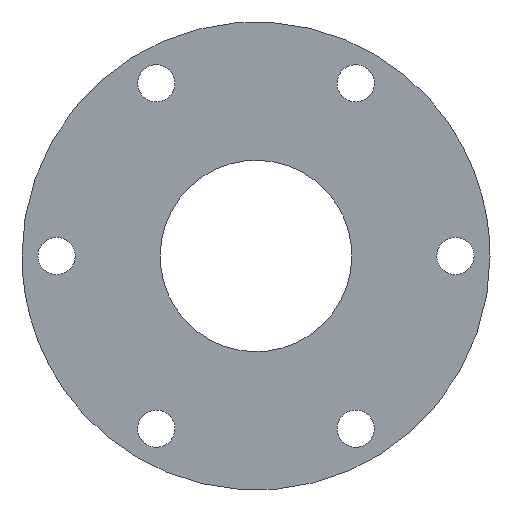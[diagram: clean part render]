
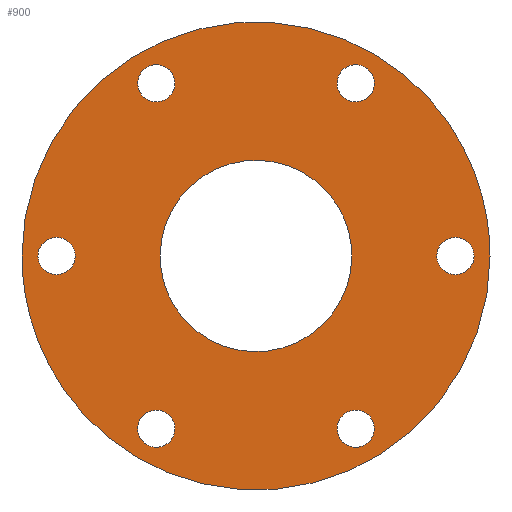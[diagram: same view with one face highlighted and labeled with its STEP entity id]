
A CAD part, left-side view. The second image highlights one B-rep face of the part: STEP entity #900.
In plain terms, the highlighted planar face has unit normal (-1, 0, 0).
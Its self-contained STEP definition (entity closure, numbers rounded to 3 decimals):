
#21=CARTESIAN_POINT('#21',(0.0,-17.,-29.445));
#22=VERTEX_POINT('',#21);
#23=CARTESIAN_POINT('#23',(0.0,-20.5,-35.507));
#24=VERTEX_POINT('',#23);
#29=CARTESIAN_POINT('#29',(0.0,41.,0.0));
#30=VERTEX_POINT('',#29);
#31=CARTESIAN_POINT('#31',(0.0,34.,0.0));
#32=VERTEX_POINT('',#31);
#37=CARTESIAN_POINT('#37',(0.0,20.5,-35.507));
#38=VERTEX_POINT('',#37);
#39=CARTESIAN_POINT('#39',(0.0,17.,-29.445));
#40=VERTEX_POINT('',#39);
#57=CARTESIAN_POINT('#57',(0.0,-34.,0.0));
#58=VERTEX_POINT('',#57);
#59=CARTESIAN_POINT('#59',(0.0,-41.,0.0));
#60=VERTEX_POINT('',#59);
#77=CARTESIAN_POINT('#77',(0.0,20.5,35.507));
#78=VERTEX_POINT('',#77);
#79=CARTESIAN_POINT('#79',(0.0,17.,29.445));
#80=VERTEX_POINT('',#79);
#87=CARTESIAN_POINT('#87',(0.0,-44.,0.0));
#88=VERTEX_POINT('',#87);
#89=CARTESIAN_POINT('#89',(0.0,44.,0.0));
#90=VERTEX_POINT('',#89);
#93=CARTESIAN_POINT('#93',(0.0,-18.,0.0));
#94=VERTEX_POINT('',#93);
#99=CARTESIAN_POINT('#99',(0.0,18.,0.0));
#100=VERTEX_POINT('',#99);
#109=CARTESIAN_POINT('#109',(0.0,-17.,29.445));
#110=VERTEX_POINT('',#109);
#111=CARTESIAN_POINT('#111',(0.0,-20.5,35.507));
#112=VERTEX_POINT('',#111);
#113=CARTESIAN_POINT('#113',(0.0,-17.,-29.445));
#114=CARTESIAN_POINT('#114',(0.0,-18.776,-28.42));
#115=CARTESIAN_POINT('#115',(0.0,-20.756,-28.95));
#116=CARTESIAN_POINT('#116',(0.0,-21.781,-30.726));
#117=CARTESIAN_POINT('#117',(0.0,-22.806,-32.502));
#118=CARTESIAN_POINT('#118',(0.0,-22.276,-34.482));
#119=CARTESIAN_POINT('#119',(0.0,-20.5,-35.507));
#120=(BOUNDED_CURVE()B_SPLINE_CURVE(3,(#113,#114,#115,#116,#117,#118,
#119),.UNSPECIFIED.,.F.,.F.)B_SPLINE_CURVE_WITH_KNOTS((4,3,4),(0.0,0.5,
1.0),.UNSPECIFIED.)CURVE()GEOMETRIC_REPRESENTATION_ITEM()
RATIONAL_B_SPLINE_CURVE((1.0,0.805,0.805,1.0,
0.805,0.805,1.0))REPRESENTATION_ITEM(''));
#135=CARTESIAN_POINT('#135',(0.0,41.,0.0));
#136=CARTESIAN_POINT('#136',(0.0,41.,7.0));
#137=CARTESIAN_POINT('#137',(0.0,34.,7.0));
#138=CARTESIAN_POINT('#138',(0.0,34.,0.0));
#139=(BOUNDED_CURVE()B_SPLINE_CURVE(3,(#135,#136,#137,#138),
.UNSPECIFIED.,.F.,.F.)B_SPLINE_CURVE_WITH_KNOTS((4,4),(0.0,1.0),
.UNSPECIFIED.)CURVE()GEOMETRIC_REPRESENTATION_ITEM()
RATIONAL_B_SPLINE_CURVE((1.0,0.333,0.333,1.0))
REPRESENTATION_ITEM(''));
#151=CARTESIAN_POINT('#151',(0.0,20.5,-35.507));
#152=CARTESIAN_POINT('#152',(0.0,22.276,-34.482));
#153=CARTESIAN_POINT('#153',(0.0,22.806,-32.502));
#154=CARTESIAN_POINT('#154',(0.0,21.781,-30.726));
#155=CARTESIAN_POINT('#155',(0.0,20.756,-28.95));
#156=CARTESIAN_POINT('#156',(0.0,18.776,-28.42));
#157=CARTESIAN_POINT('#157',(0.0,17.,-29.445));
#158=(BOUNDED_CURVE()B_SPLINE_CURVE(3,(#151,#152,#153,#154,#155,#156,
#157),.UNSPECIFIED.,.F.,.F.)B_SPLINE_CURVE_WITH_KNOTS((4,3,4),(0.0,0.5,
1.0),.UNSPECIFIED.)CURVE()GEOMETRIC_REPRESENTATION_ITEM()
RATIONAL_B_SPLINE_CURVE((1.0,0.805,0.805,1.0,
0.805,0.805,1.0))REPRESENTATION_ITEM(''));
#178=CARTESIAN_POINT('#178',(0.0,34.,0.0));
#179=CARTESIAN_POINT('#179',(0.0,34.,-7.));
#180=CARTESIAN_POINT('#180',(0.0,41.,-7.));
#181=CARTESIAN_POINT('#181',(0.0,41.,0.0));
#182=(BOUNDED_CURVE()B_SPLINE_CURVE(3,(#178,#179,#180,#181),
.UNSPECIFIED.,.F.,.F.)B_SPLINE_CURVE_WITH_KNOTS((4,4),(0.0,1.0),
.UNSPECIFIED.)CURVE()GEOMETRIC_REPRESENTATION_ITEM()
RATIONAL_B_SPLINE_CURVE((1.0,0.333,0.333,1.0))
REPRESENTATION_ITEM(''));
#207=CARTESIAN_POINT('#207',(0.0,-41.,0.0));
#208=CARTESIAN_POINT('#208',(0.0,-41.,-7.));
#209=CARTESIAN_POINT('#209',(0.0,-34.,-7.));
#210=CARTESIAN_POINT('#210',(0.0,-34.,0.0));
#211=(BOUNDED_CURVE()B_SPLINE_CURVE(3,(#207,#208,#209,#210),
.UNSPECIFIED.,.F.,.F.)B_SPLINE_CURVE_WITH_KNOTS((4,4),(0.0,1.0),
.UNSPECIFIED.)CURVE()GEOMETRIC_REPRESENTATION_ITEM()
RATIONAL_B_SPLINE_CURVE((1.0,0.333,0.333,1.0))
REPRESENTATION_ITEM(''));
#247=CARTESIAN_POINT('#247',(0.0,-20.5,-35.507));
#248=CARTESIAN_POINT('#248',(0.0,-14.438,-39.007));
#249=CARTESIAN_POINT('#249',(0.0,-10.938,-32.945));
#250=CARTESIAN_POINT('#250',(0.0,-17.,-29.445));
#251=(BOUNDED_CURVE()B_SPLINE_CURVE(3,(#247,#248,#249,#250),
.UNSPECIFIED.,.F.,.F.)B_SPLINE_CURVE_WITH_KNOTS((4,4),(0.0,1.0),
.UNSPECIFIED.)CURVE()GEOMETRIC_REPRESENTATION_ITEM()
RATIONAL_B_SPLINE_CURVE((1.0,0.333,0.333,1.0))
REPRESENTATION_ITEM(''));
#257=CARTESIAN_POINT('#257',(0.0,20.5,35.507));
#258=CARTESIAN_POINT('#258',(0.0,14.438,39.007));
#259=CARTESIAN_POINT('#259',(0.0,10.938,32.945));
#260=CARTESIAN_POINT('#260',(0.0,17.,29.445));
#261=(BOUNDED_CURVE()B_SPLINE_CURVE(3,(#257,#258,#259,#260),
.UNSPECIFIED.,.F.,.F.)B_SPLINE_CURVE_WITH_KNOTS((4,4),(0.0,1.0),
.UNSPECIFIED.)CURVE()GEOMETRIC_REPRESENTATION_ITEM()
RATIONAL_B_SPLINE_CURVE((1.0,0.333,0.333,1.0))
REPRESENTATION_ITEM(''));
#286=CARTESIAN_POINT('#286',(0.0,-44.,0.0));
#287=CARTESIAN_POINT('#287',(0.0,-44.,-88.));
#288=CARTESIAN_POINT('#288',(0.0,44.,-88.));
#289=CARTESIAN_POINT('#289',(0.0,44.,0.0));
#290=(BOUNDED_CURVE()B_SPLINE_CURVE(3,(#286,#287,#288,#289),
.UNSPECIFIED.,.F.,.F.)B_SPLINE_CURVE_WITH_KNOTS((4,4),(0.0,1.0),
.UNSPECIFIED.)CURVE()GEOMETRIC_REPRESENTATION_ITEM()
RATIONAL_B_SPLINE_CURVE((1.0,0.333,0.333,1.0))
REPRESENTATION_ITEM(''));
#304=CARTESIAN_POINT('#304',(0.0,-34.,0.0));
#305=CARTESIAN_POINT('#305',(0.0,-34.,7.0));
#306=CARTESIAN_POINT('#306',(0.0,-41.,7.0));
#307=CARTESIAN_POINT('#307',(0.0,-41.,0.0));
#308=(BOUNDED_CURVE()B_SPLINE_CURVE(3,(#304,#305,#306,#307),
.UNSPECIFIED.,.F.,.F.)B_SPLINE_CURVE_WITH_KNOTS((4,4),(0.0,1.0),
.UNSPECIFIED.)CURVE()GEOMETRIC_REPRESENTATION_ITEM()
RATIONAL_B_SPLINE_CURVE((1.0,0.333,0.333,1.0))
REPRESENTATION_ITEM(''));
#320=CARTESIAN_POINT('#320',(0.0,-18.,0.0));
#321=CARTESIAN_POINT('#321',(0.0,-18.,-36.));
#322=CARTESIAN_POINT('#322',(0.0,18.,-36.));
#323=CARTESIAN_POINT('#323',(0.0,18.,0.0));
#324=(BOUNDED_CURVE()B_SPLINE_CURVE(3,(#320,#321,#322,#323),
.UNSPECIFIED.,.F.,.F.)B_SPLINE_CURVE_WITH_KNOTS((4,4),(0.0,1.0),
.UNSPECIFIED.)CURVE()GEOMETRIC_REPRESENTATION_ITEM()
RATIONAL_B_SPLINE_CURVE((1.0,0.333,0.333,1.0))
REPRESENTATION_ITEM(''));
#335=CARTESIAN_POINT('#335',(0.0,17.,29.445));
#336=CARTESIAN_POINT('#336',(0.0,18.776,28.42));
#337=CARTESIAN_POINT('#337',(0.0,20.756,28.95));
#338=CARTESIAN_POINT('#338',(0.0,21.781,30.726));
#339=CARTESIAN_POINT('#339',(0.0,22.806,32.502));
#340=CARTESIAN_POINT('#340',(0.0,22.276,34.482));
#341=CARTESIAN_POINT('#341',(0.0,20.5,35.507));
#342=(BOUNDED_CURVE()B_SPLINE_CURVE(3,(#335,#336,#337,#338,#339,#340,
#341),.UNSPECIFIED.,.F.,.F.)B_SPLINE_CURVE_WITH_KNOTS((4,3,4),(0.0,0.5,
1.0),.UNSPECIFIED.)CURVE()GEOMETRIC_REPRESENTATION_ITEM()
RATIONAL_B_SPLINE_CURVE((1.0,0.805,0.805,1.0,
0.805,0.805,1.0))REPRESENTATION_ITEM(''));
#367=CARTESIAN_POINT('#367',(0.0,18.,0.0));
#368=CARTESIAN_POINT('#368',(0.0,18.,36.));
#369=CARTESIAN_POINT('#369',(0.0,-18.,36.));
#370=CARTESIAN_POINT('#370',(0.0,-18.,0.0));
#371=(BOUNDED_CURVE()B_SPLINE_CURVE(3,(#367,#368,#369,#370),
.UNSPECIFIED.,.F.,.F.)B_SPLINE_CURVE_WITH_KNOTS((4,4),(0.0,1.0),
.UNSPECIFIED.)CURVE()GEOMETRIC_REPRESENTATION_ITEM()
RATIONAL_B_SPLINE_CURVE((1.0,0.333,0.333,1.0))
REPRESENTATION_ITEM(''));
#372=CARTESIAN_POINT('#372',(0.0,44.,0.0));
#373=CARTESIAN_POINT('#373',(0.0,44.,88.));
#374=CARTESIAN_POINT('#374',(0.0,-44.,88.));
#375=CARTESIAN_POINT('#375',(0.0,-44.,0.0));
#376=(BOUNDED_CURVE()B_SPLINE_CURVE(3,(#372,#373,#374,#375),
.UNSPECIFIED.,.F.,.F.)B_SPLINE_CURVE_WITH_KNOTS((4,4),(0.0,1.0),
.UNSPECIFIED.)CURVE()GEOMETRIC_REPRESENTATION_ITEM()
RATIONAL_B_SPLINE_CURVE((1.0,0.333,0.333,1.0))
REPRESENTATION_ITEM(''));
#397=CARTESIAN_POINT('#397',(0.0,17.,-29.445));
#398=CARTESIAN_POINT('#398',(0.0,10.938,-32.945));
#399=CARTESIAN_POINT('#399',(0.0,14.438,-39.007));
#400=CARTESIAN_POINT('#400',(0.0,20.5,-35.507));
#401=(BOUNDED_CURVE()B_SPLINE_CURVE(3,(#397,#398,#399,#400),
.UNSPECIFIED.,.F.,.F.)B_SPLINE_CURVE_WITH_KNOTS((4,4),(0.0,1.0),
.UNSPECIFIED.)CURVE()GEOMETRIC_REPRESENTATION_ITEM()
RATIONAL_B_SPLINE_CURVE((1.0,0.333,0.333,1.0))
REPRESENTATION_ITEM(''));
#418=CARTESIAN_POINT('#418',(0.0,-20.5,35.507));
#419=CARTESIAN_POINT('#419',(0.0,-22.276,34.482));
#420=CARTESIAN_POINT('#420',(0.0,-22.806,32.502));
#421=CARTESIAN_POINT('#421',(0.0,-21.781,30.726));
#422=CARTESIAN_POINT('#422',(0.0,-20.756,28.95));
#423=CARTESIAN_POINT('#423',(0.0,-18.776,28.42));
#424=CARTESIAN_POINT('#424',(0.0,-17.,29.445));
#425=(BOUNDED_CURVE()B_SPLINE_CURVE(3,(#418,#419,#420,#421,#422,#423,
#424),.UNSPECIFIED.,.F.,.F.)B_SPLINE_CURVE_WITH_KNOTS((4,3,4),(0.0,0.5,
1.0),.UNSPECIFIED.)CURVE()GEOMETRIC_REPRESENTATION_ITEM()
RATIONAL_B_SPLINE_CURVE((1.0,0.805,0.805,1.0,
0.805,0.805,1.0))REPRESENTATION_ITEM(''));
#434=CARTESIAN_POINT('#434',(0.0,-17.,29.445));
#435=CARTESIAN_POINT('#435',(0.0,-10.938,32.945));
#436=CARTESIAN_POINT('#436',(0.0,-14.438,39.007));
#437=CARTESIAN_POINT('#437',(0.0,-20.5,35.507));
#438=(BOUNDED_CURVE()B_SPLINE_CURVE(3,(#434,#435,#436,#437),
.UNSPECIFIED.,.F.,.F.)B_SPLINE_CURVE_WITH_KNOTS((4,4),(0.0,1.0),
.UNSPECIFIED.)CURVE()GEOMETRIC_REPRESENTATION_ITEM()
RATIONAL_B_SPLINE_CURVE((1.0,0.333,0.333,1.0))
REPRESENTATION_ITEM(''));
#439=EDGE_CURVE('',#22,#24,#120,.T.);
#443=EDGE_CURVE('',#30,#32,#139,.T.);
#447=EDGE_CURVE('',#38,#40,#158,.T.);
#452=EDGE_CURVE('',#32,#30,#182,.T.);
#459=EDGE_CURVE('',#60,#58,#211,.T.);
#469=EDGE_CURVE('',#24,#22,#251,.T.);
#471=EDGE_CURVE('',#78,#80,#261,.T.);
#478=EDGE_CURVE('',#88,#90,#290,.T.);
#482=EDGE_CURVE('',#58,#60,#308,.T.);
#486=EDGE_CURVE('',#94,#100,#324,.T.);
#489=EDGE_CURVE('',#80,#78,#342,.T.);
#495=EDGE_CURVE('',#100,#94,#371,.T.);
#496=EDGE_CURVE('',#90,#88,#376,.T.);
#501=EDGE_CURVE('',#40,#38,#401,.T.);
#505=EDGE_CURVE('',#112,#110,#425,.T.);
#508=EDGE_CURVE('',#110,#112,#438,.T.);
#863=ORIENTED_EDGE('#863',*,*,#496,.F.);
#864=ORIENTED_EDGE('#864',*,*,#478,.F.);
#865=EDGE_LOOP('#865',(#863,#864));
#866=FACE_OUTER_BOUND('#866',#865,.T.);
#867=ORIENTED_EDGE('#867',*,*,#439,.T.);
#868=ORIENTED_EDGE('#868',*,*,#469,.T.);
#869=EDGE_LOOP('#869',(#867,#868));
#870=FACE_BOUND('#870',#869,.T.);
#871=ORIENTED_EDGE('#871',*,*,#447,.T.);
#872=ORIENTED_EDGE('#872',*,*,#501,.T.);
#873=EDGE_LOOP('#873',(#871,#872));
#874=FACE_BOUND('#874',#873,.T.);
#875=ORIENTED_EDGE('#875',*,*,#508,.T.);
#876=ORIENTED_EDGE('#876',*,*,#505,.T.);
#877=EDGE_LOOP('#877',(#875,#876));
#878=FACE_BOUND('#878',#877,.T.);
#879=ORIENTED_EDGE('#879',*,*,#471,.T.);
#880=ORIENTED_EDGE('#880',*,*,#489,.T.);
#881=EDGE_LOOP('#881',(#879,#880));
#882=FACE_BOUND('#882',#881,.T.);
#883=ORIENTED_EDGE('#883',*,*,#482,.T.);
#884=ORIENTED_EDGE('#884',*,*,#459,.T.);
#885=EDGE_LOOP('#885',(#883,#884));
#886=FACE_BOUND('#886',#885,.T.);
#887=ORIENTED_EDGE('#887',*,*,#495,.T.);
#888=ORIENTED_EDGE('#888',*,*,#486,.T.);
#889=EDGE_LOOP('#889',(#887,#888));
#890=FACE_BOUND('#890',#889,.T.);
#891=ORIENTED_EDGE('#891',*,*,#443,.T.);
#892=ORIENTED_EDGE('#892',*,*,#452,.T.);
#893=EDGE_LOOP('#893',(#891,#892));
#894=FACE_BOUND('#894',#893,.T.);
#895=CARTESIAN_POINT('#895',(0.0,0.0,0.0));
#896=DIRECTION('#896',(-1.,0.0,0.0));
#897=DIRECTION('#897',(0.0,0.0,1.0));
#898=AXIS2_PLACEMENT_3D('#898',#895,#896,#897);
#899=PLANE('',#898);
#900=ADVANCED_FACE('',(#866,#870,#874,#878,#882,#886,#890,#894),#899,.T.
);
